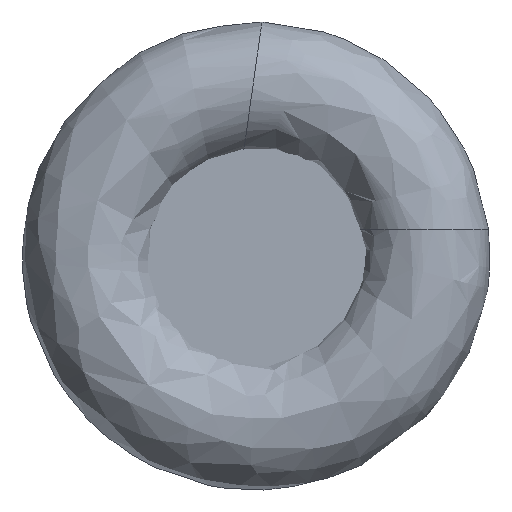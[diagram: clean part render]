
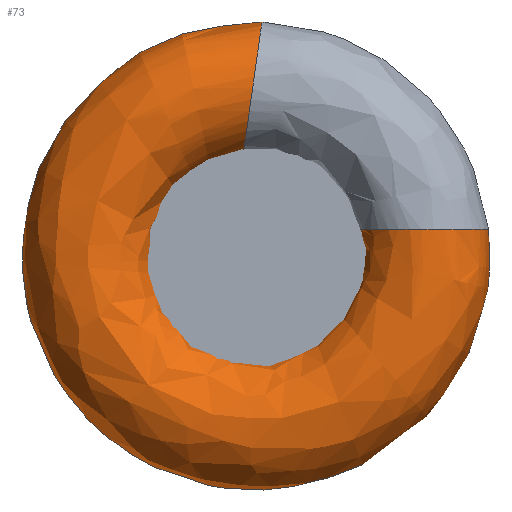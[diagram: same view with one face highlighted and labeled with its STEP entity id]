
A CAD part, left-side view. The second image highlights one B-rep face of the part: STEP entity #73.
In plain terms, the highlighted free-form (B-spline) face has degree [3, 3] with [7, 7] control points.
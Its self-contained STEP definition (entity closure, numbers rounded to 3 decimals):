
#73=ADVANCED_FACE('',(#94,#95),#92,.F.);
#92=(
BOUNDED_SURFACE()
B_SPLINE_SURFACE(3,3,((#365,#366,#367,#368,#369,#370,#371),(#372,#373,#374,
#375,#376,#377,#378),(#379,#380,#381,#382,#383,#384,#385),(#386,#387,#388,
#389,#390,#391,#392),(#393,#394,#395,#396,#397,#398,#399),(#400,#401,#402,
#403,#404,#405,#406),(#407,#408,#409,#410,#411,#412,#413)),
 .UNSPECIFIED.,.T.,.F.,.F.)
B_SPLINE_SURFACE_WITH_KNOTS((1,3,3,3,1),(4,3,4),(-0.5,0.,0.5,1.,1.5),(0.,
0.5,1.),.UNSPECIFIED.)
GEOMETRIC_REPRESENTATION_ITEM()
RATIONAL_B_SPLINE_SURFACE(((1.,0.567,0.567,1.,0.567,
0.567,1.),(0.333,0.189,0.189,
0.333,0.189,0.189,0.333),
(0.333,0.189,0.189,0.333,
0.189,0.189,0.333),(1.,0.567,
0.567,1.,0.567,0.567,1.),(0.333,
0.189,0.189,0.333,0.189,0.189,
0.333),(0.333,0.189,0.189,
0.333,0.189,0.189,0.333),
(1.,0.567,0.567,1.,0.567,0.567,
1.)))
REPRESENTATION_ITEM('')
SURFACE()
);
#94=FACE_BOUND('',#128,.T.);
#95=FACE_BOUND('',#129,.T.);
#128=EDGE_LOOP('',(#164));
#129=EDGE_LOOP('',(#165));
#164=ORIENTED_EDGE('',*,*,#218,.T.);
#165=ORIENTED_EDGE('',*,*,#219,.T.);
#200=VERTEX_POINT('',#362);
#201=VERTEX_POINT('',#364);
#218=EDGE_CURVE('',#200,#200,#236,.T.);
#219=EDGE_CURVE('',#201,#201,#237,.T.);
#236=CIRCLE('',#255,5.);
#237=CIRCLE('',#256,5.);
#255=AXIS2_PLACEMENT_3D('',#361,#291,#292);
#256=AXIS2_PLACEMENT_3D('',#363,#293,#294);
#291=DIRECTION('',(0.,0.99,0.14));
#292=DIRECTION('',(1.,0.,0.));
#293=DIRECTION('',(0.,0.,-1.));
#294=DIRECTION('',(1.,0.,0.));
#361=CARTESIAN_POINT('',(5.,0.248,12.543));
#362=CARTESIAN_POINT('',(10.,0.248,12.543));
#363=CARTESIAN_POINT('',(5.,-12.385,2.));
#364=CARTESIAN_POINT('',(10.,-12.385,2.));
#365=CARTESIAN_POINT('',(10.,-12.385,2.));
#366=CARTESIAN_POINT('',(10.,-14.589,-11.648));
#367=CARTESIAN_POINT('',(10.,-2.576,-18.49));
#368=CARTESIAN_POINT('',(10.,8.038,-9.632));
#369=CARTESIAN_POINT('',(10.,18.653,-0.774));
#370=CARTESIAN_POINT('',(10.,14.07,12.27));
#371=CARTESIAN_POINT('',(10.,0.248,12.543));
#372=CARTESIAN_POINT('',(10.,-2.385,2.));
#373=CARTESIAN_POINT('',(10.,-4.589,-0.628));
#374=CARTESIAN_POINT('',(10.,-2.899,-3.613));
#375=CARTESIAN_POINT('',(10.,0.489,-3.074));
#376=CARTESIAN_POINT('',(10.,3.876,-2.535));
#377=CARTESIAN_POINT('',(10.,4.557,0.827));
#378=CARTESIAN_POINT('',(10.,1.647,2.641));
#379=CARTESIAN_POINT('',(0.,-2.385,2.));
#380=CARTESIAN_POINT('',(0.,-4.589,-0.628));
#381=CARTESIAN_POINT('',(0.,-2.899,-3.613));
#382=CARTESIAN_POINT('',(0.,0.489,-3.074));
#383=CARTESIAN_POINT('',(0.,3.876,-2.535));
#384=CARTESIAN_POINT('',(0.,4.557,0.827));
#385=CARTESIAN_POINT('',(0.,1.647,2.641));
#386=CARTESIAN_POINT('',(0.,-12.385,2.));
#387=CARTESIAN_POINT('',(0.,-14.589,-11.648));
#388=CARTESIAN_POINT('',(0.,-2.576,-18.49));
#389=CARTESIAN_POINT('',(0.,8.038,-9.632));
#390=CARTESIAN_POINT('',(0.,18.653,-0.774));
#391=CARTESIAN_POINT('',(0.,14.07,12.27));
#392=CARTESIAN_POINT('',(0.,0.248,12.543));
#393=CARTESIAN_POINT('',(0.,-22.385,2.));
#394=CARTESIAN_POINT('',(0.,-24.589,-22.668));
#395=CARTESIAN_POINT('',(0.,-2.253,-33.367));
#396=CARTESIAN_POINT('',(0.,15.588,-16.19));
#397=CARTESIAN_POINT('',(0.,33.429,0.987));
#398=CARTESIAN_POINT('',(0.,23.583,23.712));
#399=CARTESIAN_POINT('',(0.,-1.15,22.445));
#400=CARTESIAN_POINT('',(10.,-22.385,2.));
#401=CARTESIAN_POINT('',(10.,-24.589,-22.668));
#402=CARTESIAN_POINT('',(10.,-2.253,-33.367));
#403=CARTESIAN_POINT('',(10.,15.588,-16.19));
#404=CARTESIAN_POINT('',(10.,33.429,0.987));
#405=CARTESIAN_POINT('',(10.,23.583,23.712));
#406=CARTESIAN_POINT('',(10.,-1.15,22.445));
#407=CARTESIAN_POINT('',(10.,-12.385,2.));
#408=CARTESIAN_POINT('',(10.,-14.589,-11.648));
#409=CARTESIAN_POINT('',(10.,-2.576,-18.49));
#410=CARTESIAN_POINT('',(10.,8.038,-9.632));
#411=CARTESIAN_POINT('',(10.,18.653,-0.774));
#412=CARTESIAN_POINT('',(10.,14.07,12.27));
#413=CARTESIAN_POINT('',(10.,0.248,12.543));
